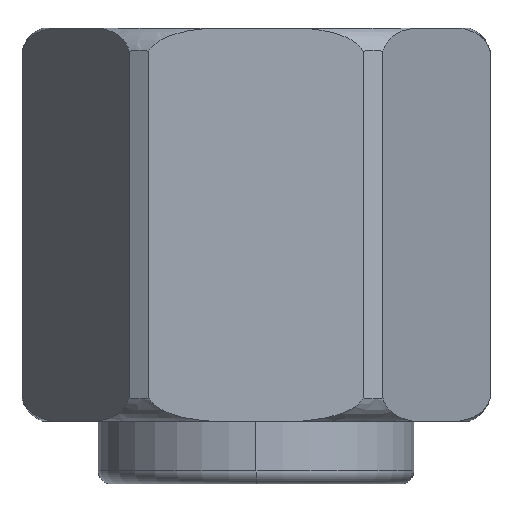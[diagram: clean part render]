
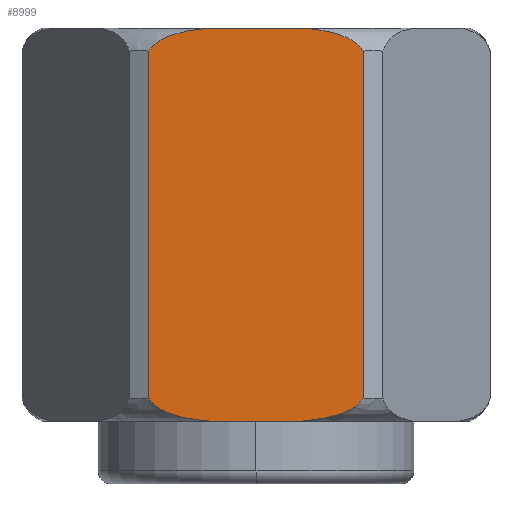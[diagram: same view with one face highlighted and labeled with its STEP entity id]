
A CAD part, left-side view. The second image highlights one B-rep face of the part: STEP entity #8999.
In plain terms, the highlighted planar face has unit normal (-1, 0, 0).
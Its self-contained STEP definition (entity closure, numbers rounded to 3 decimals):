
#334 = LINE ( 'NONE', #14329, #3165 ) ;
#543 = CARTESIAN_POINT ( 'NONE',  ( -1.59, 0.357, 0. ) ) ;
#928 = CARTESIAN_POINT ( 'NONE',  ( -1.59, -0.688, -0.069 ) ) ;
#936 = ORIENTED_EDGE ( 'NONE', *, *, #2901, .T. ) ;
#1311 = CARTESIAN_POINT ( 'NONE',  ( -1.59, 0.763, -2.888 ) ) ;
#1451 = CARTESIAN_POINT ( 'NONE',  ( -1.59, -0.762, -2.888 ) ) ;
#1479 = CARTESIAN_POINT ( 'NONE',  ( -1.59, 0.648, -0.054 ) ) ;
#1551 = ORIENTED_EDGE ( 'NONE', *, *, #14917, .T. ) ;
#1567 = LINE ( 'NONE', #8542, #4152 ) ;
#1589 = CARTESIAN_POINT ( 'NONE',  ( -1.59, -0.918, -3. ) ) ;
#1669 = DIRECTION ( 'NONE',  ( 0., -1., 0. ) ) ;
#1771 = CARTESIAN_POINT ( 'NONE',  ( -1.59, -0.818, -0.177 ) ) ;
#1803 = B_SPLINE_CURVE_WITH_KNOTS ( 'NONE', 3,
 ( #7331, #4833, #3921, #8570, #13084, #1451, #2766, #12008 ),
 .UNSPECIFIED., .F., .F.,
 ( 4, 2, 2, 4 ),
 ( 0., 0.001, 0.001, 0.001 ),
 .UNSPECIFIED. ) ;
#1822 = VERTEX_POINT ( 'NONE', #3552 ) ;
#1928 = VERTEX_POINT ( 'NONE', #10883 ) ;
#2158 = VERTEX_POINT ( 'NONE', #3893 ) ;
#2672 = VECTOR ( 'NONE', #3442, 1000. ) ;
#2766 = CARTESIAN_POINT ( 'NONE',  ( -1.59, -0.797, -2.861 ) ) ;
#2778 = CARTESIAN_POINT ( 'NONE',  ( -1.59, 0.797, -2.861 ) ) ;
#2901 = EDGE_CURVE ( 'NONE', #4993, #1928, #1803, .T. ) ;
#2951 = CARTESIAN_POINT ( 'NONE',  ( -1.59, -0.441, -0.007 ) ) ;
#3090 = CARTESIAN_POINT ( 'NONE',  ( -1.59, -0.797, -0.139 ) ) ;
#3165 = VECTOR ( 'NONE', #7425, 1000. ) ;
#3442 = DIRECTION ( 'NONE',  ( 0., 0., 1. ) ) ;
#3552 = CARTESIAN_POINT ( 'NONE',  ( -1.59, 0.357, -3. ) ) ;
#3893 = CARTESIAN_POINT ( 'NONE',  ( -1.59, -0.357, 0. ) ) ;
#3921 = CARTESIAN_POINT ( 'NONE',  ( -1.59, -0.526, -2.982 ) ) ;
#3952 = CARTESIAN_POINT ( 'NONE',  ( -1.59, 0.526, -0.018 ) ) ;
#4152 = VECTOR ( 'NONE', #14522, 1000. ) ;
#4220 = CARTESIAN_POINT ( 'NONE',  ( -1.59, -0.357, -3. ) ) ;
#4222 = CARTESIAN_POINT ( 'NONE',  ( -1.59, -0.818, -0.177 ) ) ;
#4391 = CARTESIAN_POINT ( 'NONE',  ( -1.59, -0.648, -0.054 ) ) ;
#4725 = AXIS2_PLACEMENT_3D ( 'NONE', #1589, #12155, #1669 ) ;
#4833 = CARTESIAN_POINT ( 'NONE',  ( -1.59, -0.441, -2.993 ) ) ;
#4930 = CARTESIAN_POINT ( 'NONE',  ( -1.59, 0.818, -3. ) ) ;
#4993 = VERTEX_POINT ( 'NONE', #4220 ) ;
#5024 = CARTESIAN_POINT ( 'NONE',  ( -1.59, 0.688, -0.069 ) ) ;
#5137 = CARTESIAN_POINT ( 'NONE',  ( -1.59, 0.818, -2.823 ) ) ;
#5162 = ORIENTED_EDGE ( 'NONE', *, *, #13628, .T. ) ;
#5535 = CARTESIAN_POINT ( 'NONE',  ( -1.59, -0.763, -0.112 ) ) ;
#5985 = EDGE_CURVE ( 'NONE', #13201, #9006, #7196, .T. ) ;
#6216 = CARTESIAN_POINT ( 'NONE',  ( -1.59, 0.526, -2.982 ) ) ;
#6223 = VECTOR ( 'NONE', #6224, 1000. ) ;
#6224 = DIRECTION ( 'NONE',  ( 0., 0., -1. ) ) ;
#6547 = CARTESIAN_POINT ( 'NONE',  ( -1.59, 0.818, -0.177 ) ) ;
#7016 = B_SPLINE_CURVE_WITH_KNOTS ( 'NONE', 3,
 ( #12022, #2778, #1311, #9408, #9728, #6216, #9487, #14243 ),
 .UNSPECIFIED., .F., .F.,
 ( 4, 2, 2, 4 ),
 ( 0.003, 0.003, 0.003, 0.003 ),
 .UNSPECIFIED. ) ;
#7182 = EDGE_CURVE ( 'NONE', #10409, #2158, #9210, .T. ) ;
#7196 = LINE ( 'NONE', #4930, #6223 ) ;
#7211 = CARTESIAN_POINT ( 'NONE',  ( -1.59, 0.357, 0. ) ) ;
#7331 = CARTESIAN_POINT ( 'NONE',  ( -1.59, -0.357, -3. ) ) ;
#7425 = DIRECTION ( 'NONE',  ( 0., 1., 0. ) ) ;
#7476 = PLANE ( 'NONE',  #4725 ) ;
#8542 = CARTESIAN_POINT ( 'NONE',  ( -1.59, -0.918, 0. ) ) ;
#8570 = CARTESIAN_POINT ( 'NONE',  ( -1.59, -0.648, -2.946 ) ) ;
#8999 = ADVANCED_FACE ( 'NONE', ( #11729 ), #7476, .F. ) ;
#9006 = VERTEX_POINT ( 'NONE', #5137 ) ;
#9021 = CARTESIAN_POINT ( 'NONE',  ( -1.59, -0.526, -0.018 ) ) ;
#9176 = EDGE_LOOP ( 'NONE', ( #14395, #936, #1551, #11051, #14775, #12597, #12548, #5162 ) ) ;
#9210 = B_SPLINE_CURVE_WITH_KNOTS ( 'NONE', 3,
 ( #1771, #3090, #5535, #928, #4391, #9021, #2951, #13489 ),
 .UNSPECIFIED., .F., .F.,
 ( 4, 2, 2, 4 ),
 ( 0.003, 0.003, 0.003, 0.003 ),
 .UNSPECIFIED. ) ;
#9408 = CARTESIAN_POINT ( 'NONE',  ( -1.59, 0.688, -2.931 ) ) ;
#9487 = CARTESIAN_POINT ( 'NONE',  ( -1.59, 0.441, -2.993 ) ) ;
#9728 = CARTESIAN_POINT ( 'NONE',  ( -1.59, 0.648, -2.946 ) ) ;
#9749 = CARTESIAN_POINT ( 'NONE',  ( -1.59, 0.441, -0.007 ) ) ;
#10266 = EDGE_CURVE ( 'NONE', #13909, #13201, #11003, .T. ) ;
#10388 = LINE ( 'NONE', #13902, #2672 ) ;
#10409 = VERTEX_POINT ( 'NONE', #4222 ) ;
#10826 = CARTESIAN_POINT ( 'NONE',  ( -1.59, 0.818, -0.177 ) ) ;
#10883 = CARTESIAN_POINT ( 'NONE',  ( -1.59, -0.818, -2.823 ) ) ;
#11003 = B_SPLINE_CURVE_WITH_KNOTS ( 'NONE', 3,
 ( #7211, #9749, #3952, #1479, #5024, #13275, #12044, #10826 ),
 .UNSPECIFIED., .F., .F.,
 ( 4, 2, 2, 4 ),
 ( 0., 0.001, 0.001, 0.001 ),
 .UNSPECIFIED. ) ;
#11051 = ORIENTED_EDGE ( 'NONE', *, *, #7182, .T. ) ;
#11656 = EDGE_CURVE ( 'NONE', #2158, #13909, #1567, .T. ) ;
#11729 = FACE_OUTER_BOUND ( 'NONE', #9176, .T. ) ;
#12008 = CARTESIAN_POINT ( 'NONE',  ( -1.59, -0.818, -2.823 ) ) ;
#12022 = CARTESIAN_POINT ( 'NONE',  ( -1.59, 0.818, -2.823 ) ) ;
#12044 = CARTESIAN_POINT ( 'NONE',  ( -1.59, 0.797, -0.139 ) ) ;
#12155 = DIRECTION ( 'NONE',  ( 1., 0., 0. ) ) ;
#12548 = ORIENTED_EDGE ( 'NONE', *, *, #5985, .T. ) ;
#12597 = ORIENTED_EDGE ( 'NONE', *, *, #10266, .T. ) ;
#13084 = CARTESIAN_POINT ( 'NONE',  ( -1.59, -0.688, -2.931 ) ) ;
#13201 = VERTEX_POINT ( 'NONE', #6547 ) ;
#13275 = CARTESIAN_POINT ( 'NONE',  ( -1.59, 0.762, -0.112 ) ) ;
#13489 = CARTESIAN_POINT ( 'NONE',  ( -1.59, -0.357, 0. ) ) ;
#13628 = EDGE_CURVE ( 'NONE', #9006, #1822, #7016, .T. ) ;
#13902 = CARTESIAN_POINT ( 'NONE',  ( -1.59, -0.818, -3. ) ) ;
#13909 = VERTEX_POINT ( 'NONE', #543 ) ;
#14243 = CARTESIAN_POINT ( 'NONE',  ( -1.59, 0.357, -3. ) ) ;
#14329 = CARTESIAN_POINT ( 'NONE',  ( -1.59, -0.918, -3. ) ) ;
#14395 = ORIENTED_EDGE ( 'NONE', *, *, #14540, .F. ) ;
#14522 = DIRECTION ( 'NONE',  ( 0., 1., 0. ) ) ;
#14540 = EDGE_CURVE ( 'NONE', #4993, #1822, #334, .T. ) ;
#14775 = ORIENTED_EDGE ( 'NONE', *, *, #11656, .T. ) ;
#14917 = EDGE_CURVE ( 'NONE', #1928, #10409, #10388, .T. ) ;
